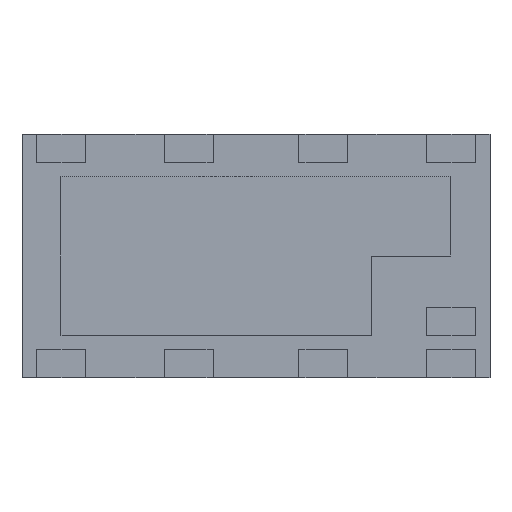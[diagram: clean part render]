
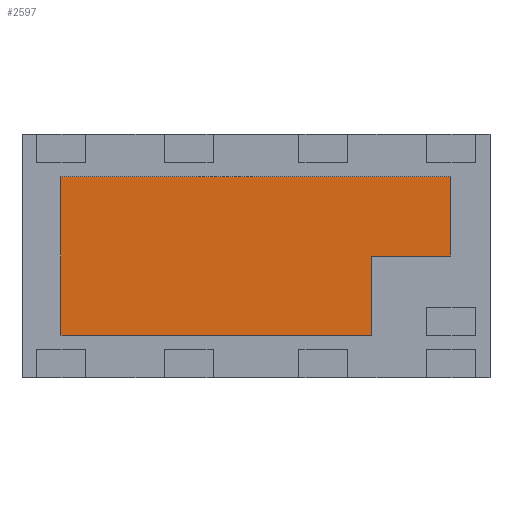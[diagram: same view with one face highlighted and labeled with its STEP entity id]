
A CAD part, front view. The second image highlights one B-rep face of the part: STEP entity #2597.
In plain terms, the highlighted planar face has unit normal (0, -1, 0).
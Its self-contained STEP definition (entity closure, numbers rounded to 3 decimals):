
#16 = EDGE_CURVE ( 'NONE', #438, #278, #3500, .T. ) ;
#67 = EDGE_CURVE ( 'NONE', #3812, #3355, #368, .T. ) ;
#71 = ORIENTED_EDGE ( 'NONE', *, *, #67, .T. ) ;
#85 = EDGE_CURVE ( 'NONE', #1748, #1860, #3396, .T. ) ;
#196 = LINE ( 'NONE', #3054, #3231 ) ;
#258 = ORIENTED_EDGE ( 'NONE', *, *, #1319, .T. ) ;
#278 = VERTEX_POINT ( 'NONE', #1284 ) ;
#368 = LINE ( 'NONE', #2335, #3629 ) ;
#402 = CARTESIAN_POINT ( 'NONE',  ( 1.185, 0., 0. ) ) ;
#438 = VERTEX_POINT ( 'NONE', #1960 ) ;
#541 = ORIENTED_EDGE ( 'NONE', *, *, #2193, .T. ) ;
#793 = LINE ( 'NONE', #402, #3652 ) ;
#807 = EDGE_CURVE ( 'NONE', #278, #3812, #196, .T. ) ;
#974 = FACE_OUTER_BOUND ( 'NONE', #1648, .T. ) ;
#1284 = CARTESIAN_POINT ( 'NONE',  ( -2., 0., -0.815 ) ) ;
#1319 = EDGE_CURVE ( 'NONE', #3355, #1748, #793, .T. ) ;
#1374 = CARTESIAN_POINT ( 'NONE',  ( 1.185, 0., -0.815 ) ) ;
#1382 = LINE ( 'NONE', #3737, #3371 ) ;
#1433 = AXIS2_PLACEMENT_3D ( 'NONE', #2912, #1755, #2348 ) ;
#1452 = CARTESIAN_POINT ( 'NONE',  ( 1.185, 0., 0. ) ) ;
#1467 = DIRECTION ( 'NONE',  ( 0., 0., -1. ) ) ;
#1468 = CARTESIAN_POINT ( 'NONE',  ( 2., 0., 0. ) ) ;
#1648 = EDGE_LOOP ( 'NONE', ( #2441, #2051, #71, #258, #3264, #541 ) ) ;
#1748 = VERTEX_POINT ( 'NONE', #1468 ) ;
#1755 = DIRECTION ( 'NONE',  ( 0., -1., 0. ) ) ;
#1860 = VERTEX_POINT ( 'NONE', #3003 ) ;
#1960 = CARTESIAN_POINT ( 'NONE',  ( -2., 0., 0.815 ) ) ;
#2009 = PLANE ( 'NONE',  #1433 ) ;
#2051 = ORIENTED_EDGE ( 'NONE', *, *, #807, .T. ) ;
#2193 = EDGE_CURVE ( 'NONE', #1860, #438, #1382, .T. ) ;
#2335 = CARTESIAN_POINT ( 'NONE',  ( 1.185, 0., -0.815 ) ) ;
#2348 = DIRECTION ( 'NONE',  ( 0., 0., -1. ) ) ;
#2441 = ORIENTED_EDGE ( 'NONE', *, *, #16, .T. ) ;
#2597 = ADVANCED_FACE ( 'NONE', ( #974 ), #2009, .T. ) ;
#2667 = CARTESIAN_POINT ( 'NONE',  ( -2., 0., -0.815 ) ) ;
#2701 = VECTOR ( 'NONE', #1467, 1000. ) ;
#2912 = CARTESIAN_POINT ( 'NONE',  ( 0., 0., 0. ) ) ;
#2949 = DIRECTION ( 'NONE',  ( 0., 0., 1. ) ) ;
#3003 = CARTESIAN_POINT ( 'NONE',  ( 2., 0., 0.815 ) ) ;
#3028 = DIRECTION ( 'NONE',  ( 1., 0., 0. ) ) ;
#3054 = CARTESIAN_POINT ( 'NONE',  ( 1.185, 0., -0.815 ) ) ;
#3161 = DIRECTION ( 'NONE',  ( -1., 0., 0. ) ) ;
#3216 = VECTOR ( 'NONE', #3565, 1000. ) ;
#3231 = VECTOR ( 'NONE', #3028, 1000. ) ;
#3264 = ORIENTED_EDGE ( 'NONE', *, *, #85, .T. ) ;
#3306 = DIRECTION ( 'NONE',  ( 1., 0., 0. ) ) ;
#3355 = VERTEX_POINT ( 'NONE', #1452 ) ;
#3371 = VECTOR ( 'NONE', #3161, 1000. ) ;
#3396 = LINE ( 'NONE', #3554, #3216 ) ;
#3500 = LINE ( 'NONE', #2667, #2701 ) ;
#3554 = CARTESIAN_POINT ( 'NONE',  ( 2., 0., 0. ) ) ;
#3565 = DIRECTION ( 'NONE',  ( 0., 0., 1. ) ) ;
#3629 = VECTOR ( 'NONE', #2949, 1000. ) ;
#3652 = VECTOR ( 'NONE', #3306, 1000. ) ;
#3737 = CARTESIAN_POINT ( 'NONE',  ( 2., 0., 0.815 ) ) ;
#3812 = VERTEX_POINT ( 'NONE', #1374 ) ;
